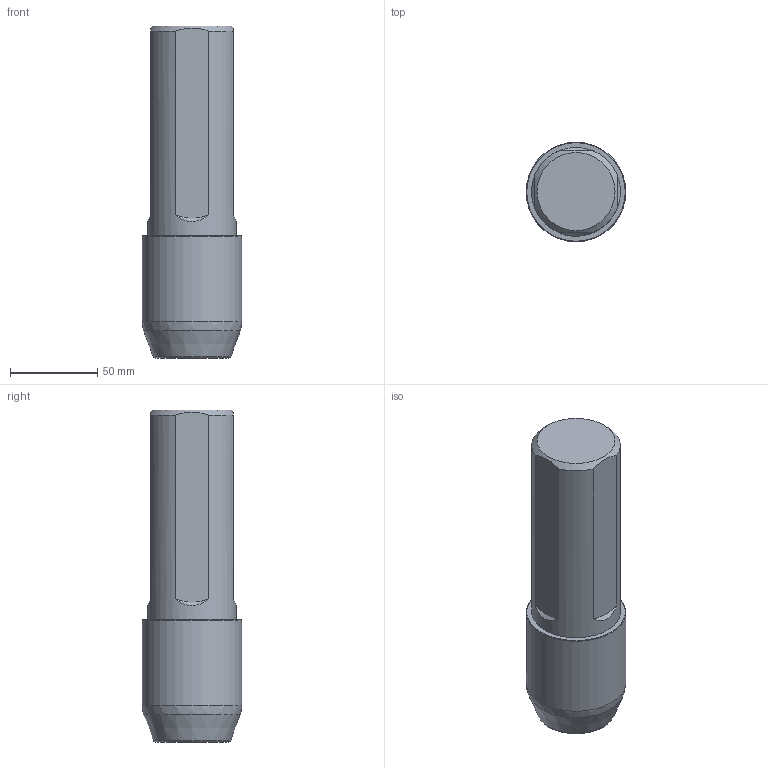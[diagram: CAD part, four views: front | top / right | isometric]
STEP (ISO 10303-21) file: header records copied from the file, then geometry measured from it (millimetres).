
FILE_DESCRIPTION(/* description */ (''),/* implementation_level */ '2;1');
FILE_NAME(/* name */ '1508153628156.stp',/* time_stamp */ '2017-10-16T13:33:54+02:00',/* author */ (''),/* organization */ ('SMS'),/* preprocessor_version */ 'ST-DEVELOPER v15',/* originating_system */ 'SIEMENS PLM Software NX 8.5',/* authorisation */ '');
FILE_SCHEMA (('AUTOMOTIVE_DESIGN { 1 0 10303 214 3 1 1 1 }'));
Length unit declared in the file: millimetre
Products named in the file (1): 201207601MOD000_00
Bounding box: 57 x 57 x 190 mm (x, y, z)
Volume: 400504.5 mm3; surface area: 34973.3 mm2
Topology: 1 solids, 1 shells, 18 faces, 41 edges, 26 vertices
Faces by surface type: plane 7, cone 7, cylinder 2, bspline 1, torus 1
Full cylindrical faces by diameter (mm): 50.775 x1, 57 x1
Entity records: 570 total; most frequent: CARTESIAN_POINT 161, DIRECTION 82, ORIENTED_EDGE 64, AXIS2_PLACEMENT_3D 37, EDGE_CURVE 32, EDGE_LOOP 26, VERTEX_POINT 24, ADVANCED_FACE 18
